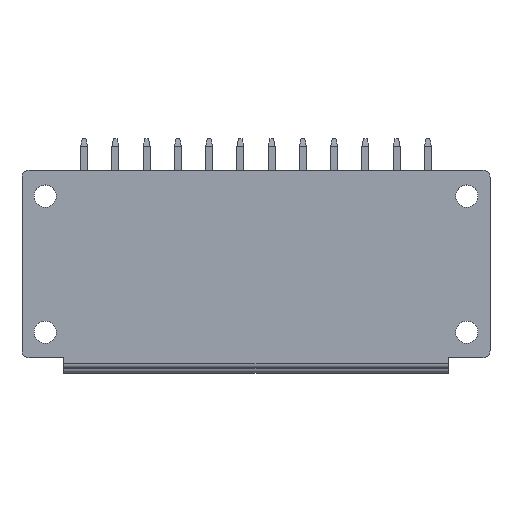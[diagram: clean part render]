
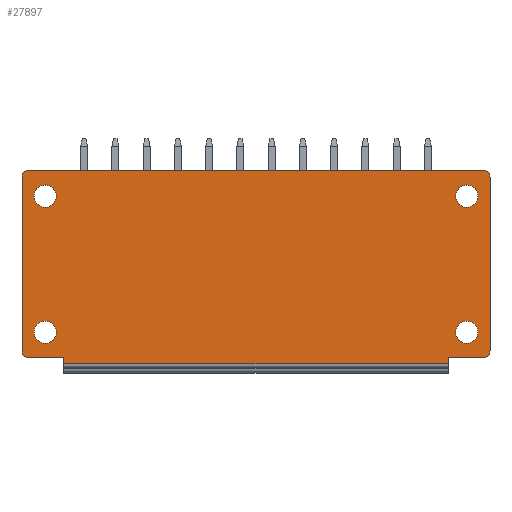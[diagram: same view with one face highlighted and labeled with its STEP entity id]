
A CAD part, top view. The second image highlights one B-rep face of the part: STEP entity #27897.
In plain terms, the highlighted planar face has unit normal (0, 0, 1).
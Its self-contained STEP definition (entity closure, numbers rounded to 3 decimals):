
#466=CARTESIAN_POINT('',(-45.3,-6.74,9.2));
#467=DIRECTION('',(0.,0.,-1.));
#468=DIRECTION('',(-1.,0.,0.));
#469=AXIS2_PLACEMENT_3D('',#466,#467,#468);
#471=CARTESIAN_POINT('',(-45.3,-6.74,9.2));
#472=DIRECTION('',(0.,0.,-1.));
#473=DIRECTION('',(1.,0.,0.));
#474=AXIS2_PLACEMENT_3D('',#471,#472,#473);
#476=CARTESIAN_POINT('',(-45.3,8.5,9.2));
#477=DIRECTION('',(0.,0.,-1.));
#478=DIRECTION('',(-1.,0.,0.));
#479=AXIS2_PLACEMENT_3D('',#476,#477,#478);
#481=CARTESIAN_POINT('',(-45.3,8.5,9.2));
#482=DIRECTION('',(0.,0.,-1.));
#483=DIRECTION('',(1.,0.,0.));
#484=AXIS2_PLACEMENT_3D('',#481,#482,#483);
#486=CARTESIAN_POINT('',(1.9,-6.74,9.2));
#487=DIRECTION('',(0.,0.,1.));
#488=DIRECTION('',(1.,0.,0.));
#489=AXIS2_PLACEMENT_3D('',#486,#487,#488);
#491=CARTESIAN_POINT('',(1.9,-6.74,9.2));
#492=DIRECTION('',(0.,0.,1.));
#493=DIRECTION('',(-1.,0.,0.));
#494=AXIS2_PLACEMENT_3D('',#491,#492,#493);
#496=CARTESIAN_POINT('',(1.9,8.5,9.2));
#497=DIRECTION('',(0.,0.,1.));
#498=DIRECTION('',(1.,0.,0.));
#499=AXIS2_PLACEMENT_3D('',#496,#497,#498);
#501=CARTESIAN_POINT('',(1.9,8.5,9.2));
#502=DIRECTION('',(0.,0.,1.));
#503=DIRECTION('',(-1.,0.,0.));
#504=AXIS2_PLACEMENT_3D('',#501,#502,#503);
#506=DIRECTION('',(0.,-1.,0.));
#507=VECTOR('',#506,0.7);
#508=CARTESIAN_POINT('',(-43.25,-9.6,9.2));
#509=LINE('',#508,#507);
#510=DIRECTION('',(1.,0.,0.));
#511=VECTOR('',#510,3.85);
#512=CARTESIAN_POINT('',(-47.1,-9.6,9.2));
#513=LINE('',#512,#511);
#514=CARTESIAN_POINT('',(-47.1,-8.8,9.2));
#515=DIRECTION('',(0.,0.,1.));
#516=DIRECTION('',(-1.,0.,0.));
#517=AXIS2_PLACEMENT_3D('',#514,#515,#516);
#519=CARTESIAN_POINT('',(-47.1,10.6,9.2));
#520=DIRECTION('',(0.,0.,1.));
#521=DIRECTION('',(0.,1.,0.));
#522=AXIS2_PLACEMENT_3D('',#519,#520,#521);
#524=CARTESIAN_POINT('',(3.7,10.6,9.2));
#525=DIRECTION('',(0.,0.,-1.));
#526=DIRECTION('',(0.,1.,0.));
#527=AXIS2_PLACEMENT_3D('',#524,#525,#526);
#529=CARTESIAN_POINT('',(3.7,-8.8,9.2));
#530=DIRECTION('',(0.,0.,-1.));
#531=DIRECTION('',(1.,0.,0.));
#532=AXIS2_PLACEMENT_3D('',#529,#530,#531);
#534=DIRECTION('',(-1.,0.,0.));
#535=VECTOR('',#534,3.85);
#536=CARTESIAN_POINT('',(3.7,-9.6,9.2));
#537=LINE('',#536,#535);
#538=DIRECTION('',(0.,-1.,0.));
#539=VECTOR('',#538,0.7);
#540=CARTESIAN_POINT('',(-0.15,-9.6,9.2));
#541=LINE('',#540,#539);
#9860=DIRECTION('',(0.,-1.,0.));
#9861=VECTOR('',#9860,19.4);
#9862=CARTESIAN_POINT('',(-47.9,10.6,9.2));
#9863=LINE('',#9862,#9861);
#10252=DIRECTION('',(-1.,0.,0.));
#10253=VECTOR('',#10252,50.8);
#10254=CARTESIAN_POINT('',(3.7,11.4,9.2));
#10255=LINE('',#10254,#10253);
#11800=DIRECTION('',(0.,1.,0.));
#11801=VECTOR('',#11800,19.4);
#11802=CARTESIAN_POINT('',(4.5,-8.8,9.2));
#11803=LINE('',#11802,#11801);
#11875=DIRECTION('',(-1.,0.,0.));
#11876=VECTOR('',#11875,43.1);
#11877=CARTESIAN_POINT('',(-0.15,-10.3,9.2));
#11878=LINE('',#11877,#11876);
#24868=CARTESIAN_POINT('',(-0.15,-10.3,9.2));
#24870=VERTEX_POINT('',#24868);
#26710=CARTESIAN_POINT('',(-43.25,-10.3,9.2));
#26712=VERTEX_POINT('',#26710);
#27304=CARTESIAN_POINT('',(3.15,8.5,9.2));
#27305=CARTESIAN_POINT('',(0.65,8.5,9.2));
#27306=VERTEX_POINT('',#27304);
#27307=VERTEX_POINT('',#27305);
#27308=CARTESIAN_POINT('',(3.15,-6.74,9.2));
#27309=CARTESIAN_POINT('',(0.65,-6.74,9.2));
#27310=VERTEX_POINT('',#27308);
#27311=VERTEX_POINT('',#27309);
#27312=CARTESIAN_POINT('',(3.7,11.4,9.2));
#27313=CARTESIAN_POINT('',(4.5,10.6,9.2));
#27314=VERTEX_POINT('',#27312);
#27315=VERTEX_POINT('',#27313);
#27316=CARTESIAN_POINT('',(4.5,-8.8,9.2));
#27317=CARTESIAN_POINT('',(3.7,-9.6,9.2));
#27318=VERTEX_POINT('',#27316);
#27319=VERTEX_POINT('',#27317);
#27320=CARTESIAN_POINT('',(-0.15,-9.6,9.2));
#27321=VERTEX_POINT('',#27320);
#27354=CARTESIAN_POINT('',(-46.55,8.5,9.2));
#27355=CARTESIAN_POINT('',(-44.05,8.5,9.2));
#27356=VERTEX_POINT('',#27354);
#27357=VERTEX_POINT('',#27355);
#27358=CARTESIAN_POINT('',(-46.55,-6.74,9.2));
#27359=CARTESIAN_POINT('',(-44.05,-6.74,9.2));
#27360=VERTEX_POINT('',#27358);
#27361=VERTEX_POINT('',#27359);
#27362=CARTESIAN_POINT('',(-47.1,11.4,9.2));
#27363=CARTESIAN_POINT('',(-47.9,10.6,9.2));
#27364=VERTEX_POINT('',#27362);
#27365=VERTEX_POINT('',#27363);
#27366=CARTESIAN_POINT('',(-47.9,-8.8,9.2));
#27367=CARTESIAN_POINT('',(-47.1,-9.6,9.2));
#27368=VERTEX_POINT('',#27366);
#27369=VERTEX_POINT('',#27367);
#27370=CARTESIAN_POINT('',(-43.25,-9.6,9.2));
#27371=VERTEX_POINT('',#27370);
#27844=CARTESIAN_POINT('',(0.,11.4,9.2));
#27845=DIRECTION('',(0.,0.,1.));
#27846=DIRECTION('',(0.,-1.,0.));
#27847=AXIS2_PLACEMENT_3D('',#27844,#27845,#27846);
#27848=PLANE('',#27847);
#27850=ORIENTED_EDGE('',*,*,#27849,.F.);
#27852=ORIENTED_EDGE('',*,*,#27851,.F.);
#27854=ORIENTED_EDGE('',*,*,#27853,.F.);
#27856=ORIENTED_EDGE('',*,*,#27855,.F.);
#27858=ORIENTED_EDGE('',*,*,#27857,.F.);
#27860=ORIENTED_EDGE('',*,*,#27859,.F.);
#27862=ORIENTED_EDGE('',*,*,#27861,.T.);
#27864=ORIENTED_EDGE('',*,*,#27863,.F.);
#27866=ORIENTED_EDGE('',*,*,#27865,.T.);
#27868=ORIENTED_EDGE('',*,*,#27867,.T.);
#27870=ORIENTED_EDGE('',*,*,#27869,.T.);
#27872=ORIENTED_EDGE('',*,*,#27871,.T.);
#27873=EDGE_LOOP('',(#27850,#27852,#27854,#27856,#27858,#27860,#27862,#27864,
#27866,#27868,#27870,#27872));
#27874=FACE_OUTER_BOUND('',#27873,.F.);
#27875=ORIENTED_EDGE('',*,*,#27824,.F.);
#27876=ORIENTED_EDGE('',*,*,#27838,.F.);
#27877=EDGE_LOOP('',(#27875,#27876));
#27878=FACE_BOUND('',#27877,.F.);
#27880=ORIENTED_EDGE('',*,*,#27879,.T.);
#27882=ORIENTED_EDGE('',*,*,#27881,.T.);
#27883=EDGE_LOOP('',(#27880,#27882));
#27884=FACE_BOUND('',#27883,.F.);
#27886=ORIENTED_EDGE('',*,*,#27885,.T.);
#27888=ORIENTED_EDGE('',*,*,#27887,.T.);
#27889=EDGE_LOOP('',(#27886,#27888));
#27890=FACE_BOUND('',#27889,.F.);
#27892=ORIENTED_EDGE('',*,*,#27891,.F.);
#27894=ORIENTED_EDGE('',*,*,#27893,.F.);
#27895=EDGE_LOOP('',(#27892,#27894));
#27896=FACE_BOUND('',#27895,.F.);
#27897=ADVANCED_FACE('',(#27874,#27878,#27884,#27890,#27896),#27848,.T.);
#470=CIRCLE('',#469,1.25);
#475=CIRCLE('',#474,1.25);
#480=CIRCLE('',#479,1.25);
#485=CIRCLE('',#484,1.25);
#490=CIRCLE('',#489,1.25);
#495=CIRCLE('',#494,1.25);
#500=CIRCLE('',#499,1.25);
#505=CIRCLE('',#504,1.25);
#518=CIRCLE('',#517,0.8);
#523=CIRCLE('',#522,0.8);
#528=CIRCLE('',#527,0.8);
#533=CIRCLE('',#532,0.8);
#27824=EDGE_CURVE('',#27356,#27357,#480,.T.);
#27838=EDGE_CURVE('',#27357,#27356,#485,.T.);
#27849=EDGE_CURVE('',#27371,#26712,#509,.T.);
#27851=EDGE_CURVE('',#27369,#27371,#513,.T.);
#27853=EDGE_CURVE('',#27368,#27369,#518,.T.);
#27855=EDGE_CURVE('',#27365,#27368,#9863,.T.);
#27857=EDGE_CURVE('',#27364,#27365,#523,.T.);
#27859=EDGE_CURVE('',#27314,#27364,#10255,.T.);
#27861=EDGE_CURVE('',#27314,#27315,#528,.T.);
#27863=EDGE_CURVE('',#27318,#27315,#11803,.T.);
#27865=EDGE_CURVE('',#27318,#27319,#533,.T.);
#27867=EDGE_CURVE('',#27319,#27321,#537,.T.);
#27869=EDGE_CURVE('',#27321,#24870,#541,.T.);
#27871=EDGE_CURVE('',#24870,#26712,#11878,.T.);
#27879=EDGE_CURVE('',#27310,#27311,#490,.T.);
#27881=EDGE_CURVE('',#27311,#27310,#495,.T.);
#27885=EDGE_CURVE('',#27306,#27307,#500,.T.);
#27887=EDGE_CURVE('',#27307,#27306,#505,.T.);
#27891=EDGE_CURVE('',#27360,#27361,#470,.T.);
#27893=EDGE_CURVE('',#27361,#27360,#475,.T.);
